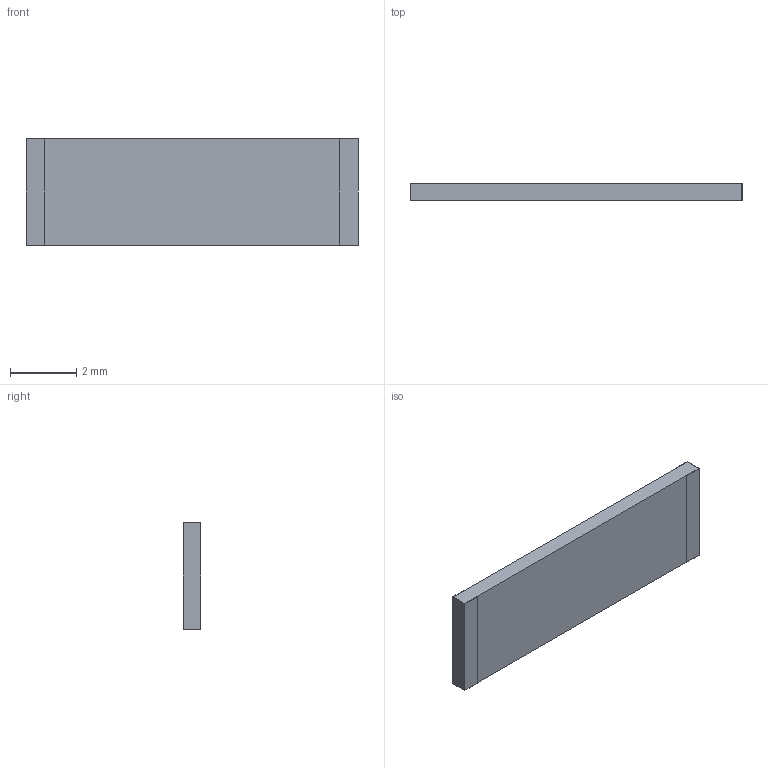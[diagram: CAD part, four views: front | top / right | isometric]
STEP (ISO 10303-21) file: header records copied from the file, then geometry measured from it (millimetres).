
FILE_DESCRIPTION (( 'STEP AP214' ), '1' );
FILE_NAME ('ILA.02_Web.STEP', '2020-01-02T01:40:38', ( '' ), ( '' ), 'SwSTEP 2.0', 'SolidWorks 2017', '' );
FILE_SCHEMA (( 'AUTOMOTIVE_DESIGN' ));
Length unit declared in the file: millimetre
Products named in the file (2): ILA.02_Web
Bounding box: 10.02 x 0.52 x 3.2 mm (x, y, z)
Volume: 16.1 mm3; surface area: 105.6 mm2
Topology: 10 solids, 10 shells, 96 faces, 228 edges, 152 vertices
Faces by surface type: plane 49, bspline 47
Entity records: 5428 total; most frequent: CARTESIAN_POINT 3373, ORIENTED_EDGE 456, DIRECTION 236, EDGE_CURVE 228, VERTEX_POINT 152, VECTOR 134, LINE 134, EDGE_LOOP 106
